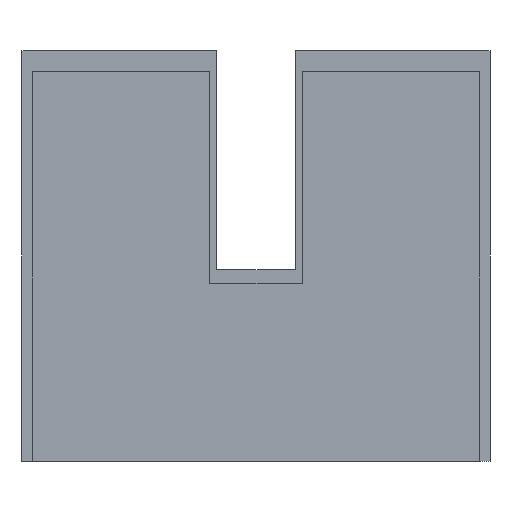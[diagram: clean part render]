
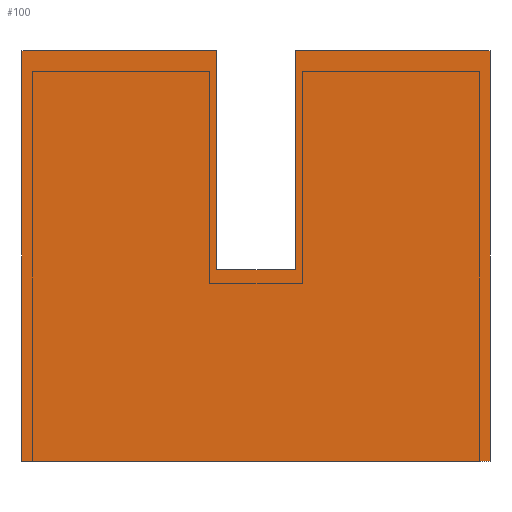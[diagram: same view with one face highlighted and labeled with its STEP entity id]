
A CAD part, front view. The second image highlights one B-rep face of the part: STEP entity #100.
In plain terms, the highlighted planar face has unit normal (0, -1, 0).
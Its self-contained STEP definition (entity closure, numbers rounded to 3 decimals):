
#100 = ADVANCED_FACE( '', ( #183 ), #184, .T. );
#183 = FACE_OUTER_BOUND( '', #257, .T. );
#184 = PLANE( '', #258 );
#257 = EDGE_LOOP( '', ( #354, #355, #356, #357, #358, #359, #360, #361 ) );
#258 = AXIS2_PLACEMENT_3D( '', #362, #363, #364 );
#354 = ORIENTED_EDGE( '', *, *, #507, .T. );
#355 = ORIENTED_EDGE( '', *, *, #508, .T. );
#356 = ORIENTED_EDGE( '', *, *, #509, .T. );
#357 = ORIENTED_EDGE( '', *, *, #477, .T. );
#358 = ORIENTED_EDGE( '', *, *, #491, .T. );
#359 = ORIENTED_EDGE( '', *, *, #510, .T. );
#360 = ORIENTED_EDGE( '', *, *, #504, .T. );
#361 = ORIENTED_EDGE( '', *, *, #511, .T. );
#362 = CARTESIAN_POINT( '', ( -0.28, -500.1, 2.94 ) );
#363 = DIRECTION( '', ( 0., -1., 0. ) );
#364 = DIRECTION( '', ( 0., 0., -1. ) );
#477 = EDGE_CURVE( '', #548, #546, #549, .T. );
#491 = EDGE_CURVE( '', #546, #569, #571, .T. );
#504 = EDGE_CURVE( '', #593, #591, #594, .T. );
#507 = EDGE_CURVE( '', #597, #598, #599, .T. );
#508 = EDGE_CURVE( '', #598, #600, #601, .T. );
#509 = EDGE_CURVE( '', #600, #548, #602, .T. );
#510 = EDGE_CURVE( '', #569, #593, #603, .T. );
#511 = EDGE_CURVE( '', #591, #597, #604, .T. );
#546 = VERTEX_POINT( '', #647 );
#548 = VERTEX_POINT( '', #650 );
#549 = LINE( '', #651, #652 );
#569 = VERTEX_POINT( '', #681 );
#571 = LINE( '', #684, #685 );
#591 = VERTEX_POINT( '', #713 );
#593 = VERTEX_POINT( '', #716 );
#594 = LINE( '', #717, #718 );
#597 = VERTEX_POINT( '', #722 );
#598 = VERTEX_POINT( '', #723 );
#599 = LINE( '', #724, #725 );
#600 = VERTEX_POINT( '', #726 );
#601 = LINE( '', #727, #728 );
#602 = LINE( '', #729, #730 );
#603 = LINE( '', #731, #732 );
#604 = LINE( '', #733, #734 );
#647 = CARTESIAN_POINT( '', ( 1.675, -500.1, 0. ) );
#650 = CARTESIAN_POINT( '', ( -1.675, -500.1, 0. ) );
#651 = CARTESIAN_POINT( '', ( -1.675, -500.1, 0. ) );
#652 = VECTOR( '', #792, 1000. );
#681 = CARTESIAN_POINT( '', ( 1.675, -500.1, 2.94 ) );
#684 = CARTESIAN_POINT( '', ( 1.675, -500.1, 0. ) );
#685 = VECTOR( '', #803, 1000. );
#713 = CARTESIAN_POINT( '', ( 0.28, -500.1, 1.37 ) );
#716 = CARTESIAN_POINT( '', ( 0.28, -500.1, 2.94 ) );
#717 = CARTESIAN_POINT( '', ( 0.28, -500.1, 2.94 ) );
#718 = VECTOR( '', #813, 1000. );
#722 = CARTESIAN_POINT( '', ( -0.28, -500.1, 1.37 ) );
#723 = CARTESIAN_POINT( '', ( -0.28, -500.1, 2.94 ) );
#724 = CARTESIAN_POINT( '', ( -0.28, -500.1, 1.37 ) );
#725 = VECTOR( '', #815, 1000. );
#726 = CARTESIAN_POINT( '', ( -1.675, -500.1, 2.94 ) );
#727 = CARTESIAN_POINT( '', ( -0.28, -500.1, 2.94 ) );
#728 = VECTOR( '', #816, 1000. );
#729 = CARTESIAN_POINT( '', ( -1.675, -500.1, 2.94 ) );
#730 = VECTOR( '', #817, 1000. );
#731 = CARTESIAN_POINT( '', ( 1.675, -500.1, 2.94 ) );
#732 = VECTOR( '', #818, 1000. );
#733 = CARTESIAN_POINT( '', ( 0.28, -500.1, 1.37 ) );
#734 = VECTOR( '', #819, 1000. );
#792 = DIRECTION( '', ( 1., 0., 0. ) );
#803 = DIRECTION( '', ( 0., 0., 1. ) );
#813 = DIRECTION( '', ( 0., 0., -1. ) );
#815 = DIRECTION( '', ( 0., 0., 1. ) );
#816 = DIRECTION( '', ( -1., 0., 0. ) );
#817 = DIRECTION( '', ( 0., 0., -1. ) );
#818 = DIRECTION( '', ( -1., 0., 0. ) );
#819 = DIRECTION( '', ( -1., 0., 0. ) );
